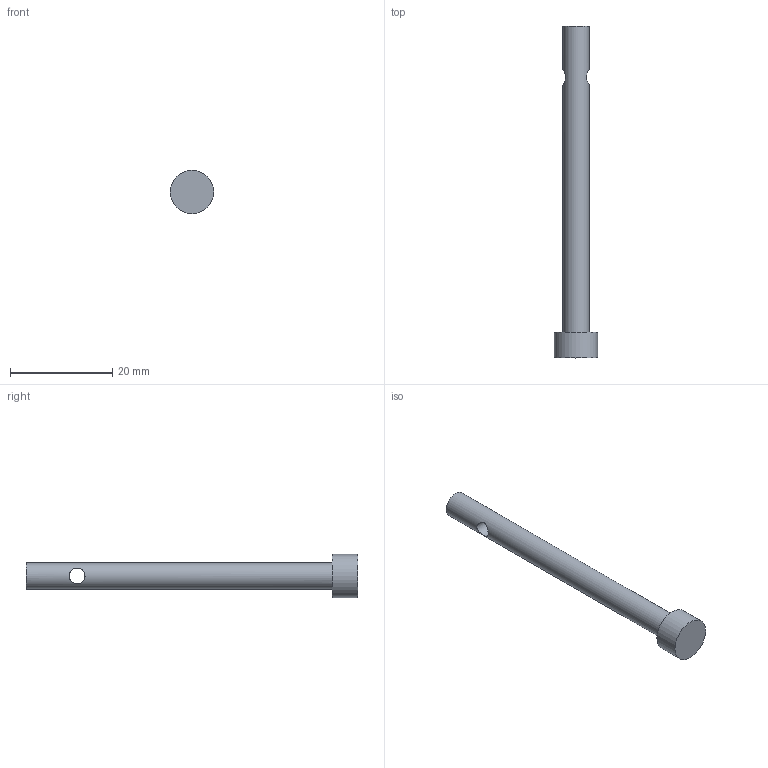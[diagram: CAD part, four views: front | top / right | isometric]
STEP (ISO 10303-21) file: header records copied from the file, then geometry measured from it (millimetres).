
FILE_DESCRIPTION(/* description */ (''),/* implementation_level */ '2;1');
FILE_NAME(/* name */ 'sworzen.stp',/* time_stamp */ '2025-11-28T00:04:59+01:00',/* author */ ('juras'),/* organization */ (''),/* preprocessor_version */ 'ST-DEVELOPER v20',/* originating_system */ 'Autodesk Inventor 2025',/* authorisation */ '');
FILE_SCHEMA (('AUTOMOTIVE_DESIGN { 1 0 10303 214 3 1 1 }','FEATURE_BASED_PROCESS_PLANNING','AP242_MANAGED_MODEL_BASED_3D_ENGINEERING_MIM_LF { 1 0 10303 442 3 1 4 }'));
Length unit declared in the file: millimetre
Products named in the file (1): sworzen
Bounding box: 8.5 x 65 x 8.5 mm (x, y, z)
Volume: 1472.8 mm3; surface area: 1237.1 mm2
Topology: 1 solids, 1 shells, 6 faces, 13 edges, 10 vertices
Faces by surface type: cylinder 3, plane 3
Full cylindrical faces by diameter (mm): 3.1 x1, 5.1 x1, 8.5 x1
Entity records: 286 total; most frequent: CARTESIAN_POINT 99, ORIENTED_EDGE 26, DIRECTION 26, EDGE_CURVE 13, AXIS2_PLACEMENT_3D 11, VERTEX_POINT 9, EDGE_LOOP 8, FACE_OUTER_BOUND 6
